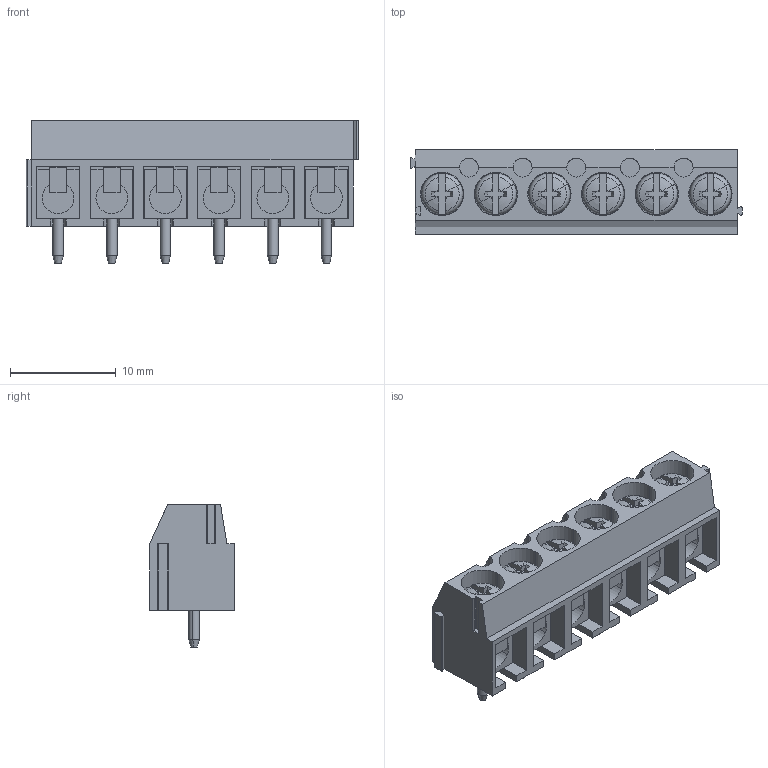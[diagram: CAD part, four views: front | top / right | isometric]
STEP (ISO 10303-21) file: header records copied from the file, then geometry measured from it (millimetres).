
FILE_DESCRIPTION(('CATIA V5 STEP Exchange','CAx-IF Rec.Pracs.--- Model Styling and Organization---1.4--- 2014-01-23'),'2;1');
FILE_NAME ('205508-1_0_1525280000_1525280000.stp','2021-04-07T13:43:45+00:00',('none'),('Weidmueller'),'CATIA Version 5-6 Release 2016 SP3 HF44','CATIA V5 STEP AP214','none');
FILE_SCHEMA(('AUTOMOTIVE_DESIGN { 1 0 10303 214 1 1 1 1 }'));
Length unit declared in the file: millimetre
Products named in the file (1): 1525280000
Bounding box: 31.43 x 8 x 13.5 mm (x, y, z)
Volume: 1618.4 mm3; surface area: 3231.5 mm2
Topology: 13 solids, 13 shells, 401 faces, 1061 edges, 698 vertices
Faces by surface type: plane 247, cylinder 70, cone 36, torus 24, revolution 24
Entity records: 11865 total; most frequent: CARTESIAN_POINT 2928, ORIENTED_EDGE 2122, DIRECTION 1312, EDGE_CURVE 1061, VERTEX_POINT 698, VECTOR 615, LINE 615, AXIS2_PLACEMENT_3D 487
